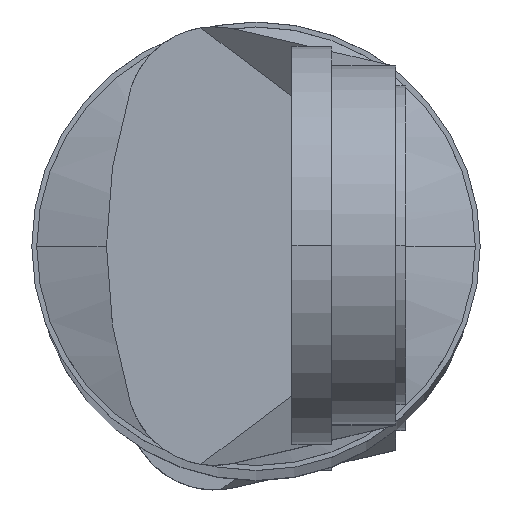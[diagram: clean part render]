
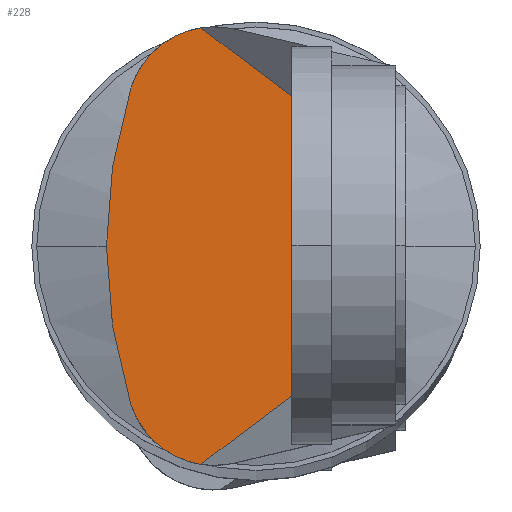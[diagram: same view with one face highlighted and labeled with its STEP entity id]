
A CAD part, top view. The second image highlights one B-rep face of the part: STEP entity #228.
In plain terms, the highlighted planar face has unit normal (0, 0, 1).
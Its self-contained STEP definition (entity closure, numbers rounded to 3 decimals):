
#228=ADVANCED_FACE('',(#532),#531,.F.);
#531=PLANE('',#1325);
#532=FACE_OUTER_BOUND('',#1326,.T.);
#1322=CARTESIAN_POINT('',(5.058,-13.136,92.2));
#1323=DIRECTION('',(0.,0.,-1.));
#1324=DIRECTION('',(-1.,0.,0.));
#1325=AXIS2_PLACEMENT_3D('',#1322,#1323,#1324);
#1326=EDGE_LOOP('',(#1878,#1879,#1880,#1881,#1882,#1883));
#1878=ORIENTED_EDGE('',*,*,#2204,.F.);
#1879=ORIENTED_EDGE('',*,*,#2230,.F.);
#1880=ORIENTED_EDGE('',*,*,#2231,.F.);
#1881=ORIENTED_EDGE('',*,*,#2226,.F.);
#1882=ORIENTED_EDGE('',*,*,#2208,.F.);
#1883=ORIENTED_EDGE('',*,*,#2201,.F.);
#2201=EDGE_CURVE('',#2641,#2648,#2649,.T.);
#2204=EDGE_CURVE('',#2661,#2641,#2668,.T.);
#2208=EDGE_CURVE('',#2648,#2694,#2695,.T.);
#2226=EDGE_CURVE('',#2694,#2813,#2814,.T.);
#2230=EDGE_CURVE('',#2833,#2661,#2840,.T.);
#2231=EDGE_CURVE('',#2813,#2833,#2846,.T.);
#2641=VERTEX_POINT('',#3850);
#2648=VERTEX_POINT('',#3854);
#2649=CIRCLE('',#3858,26.323);
#2661=VERTEX_POINT('',#3862);
#2668=CIRCLE('',#3869,4.397);
#2694=VERTEX_POINT('',#3883);
#2695=CIRCLE('',#3887,4.397);
#2813=VERTEX_POINT('',#3957);
#2814=LINE('',#3958,#3959);
#2833=VERTEX_POINT('',#3968);
#2840=LINE('',#3972,#3973);
#2846=LINE('',#3975,#3976);
#3850=CARTESIAN_POINT('',(-6.278,-7.927,92.2));
#3854=CARTESIAN_POINT('',(-6.278,7.927,92.2));
#3855=CARTESIAN_POINT('',(18.823,0.,92.2));
#3856=DIRECTION('',(0.,0.,-1.));
#3857=DIRECTION('',(1.,0.,0.));
#3858=AXIS2_PLACEMENT_3D('',#3855,#3856,#3857);
#3862=CARTESIAN_POINT('',(-2.766,-10.947,92.2));
#3866=CARTESIAN_POINT('',(-2.085,-6.603,92.2));
#3867=DIRECTION('',(0.,0.,-1.));
#3868=DIRECTION('',(1.,0.,0.));
#3869=AXIS2_PLACEMENT_3D('',#3866,#3867,#3868);
#3883=CARTESIAN_POINT('',(-2.766,10.947,92.2));
#3884=CARTESIAN_POINT('',(-2.085,6.603,92.2));
#3885=DIRECTION('',(0.,0.,-1.));
#3886=DIRECTION('',(1.,0.,0.));
#3887=AXIS2_PLACEMENT_3D('',#3884,#3885,#3886);
#3957=CARTESIAN_POINT('',(3.8,6.,92.2));
#3958=CARTESIAN_POINT('',(-2.766,10.947,92.2));
#3959=VECTOR('',#3960,8.221);
#3960=DIRECTION('',(0.799,-0.602,0.));
#3968=CARTESIAN_POINT('',(3.8,-6.,92.2));
#3972=CARTESIAN_POINT('',(3.8,-6.,92.2));
#3973=VECTOR('',#3974,8.221);
#3974=DIRECTION('',(-0.799,-0.602,0.));
#3975=CARTESIAN_POINT('',(3.8,6.,92.2));
#3976=VECTOR('',#3977,12.);
#3977=DIRECTION('',(0.,-1.,0.));
